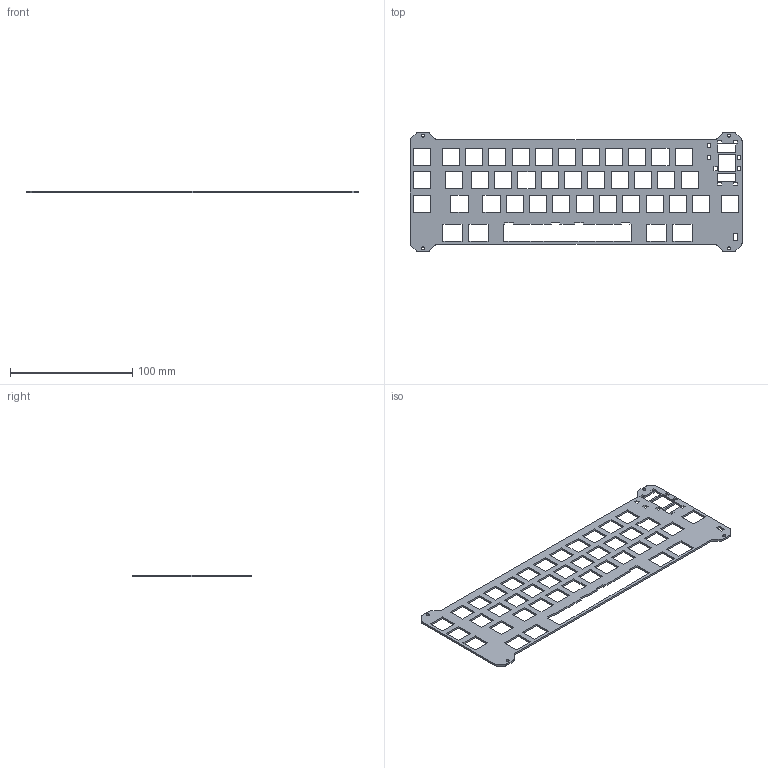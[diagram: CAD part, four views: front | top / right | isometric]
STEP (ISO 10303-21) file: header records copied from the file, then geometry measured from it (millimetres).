
FILE_DESCRIPTION(('KiCad electronic assembly'),'2;1');
FILE_NAME('plate.step','2024-09-30T13:21:43',('Pcbnew'),('Kicad'), 'Open CASCADE STEP processor 7.8','KiCad to STEP converter','Unknown' );
FILE_SCHEMA(('AUTOMOTIVE_DESIGN { 1 0 10303 214 1 1 1 1 }'));
Length unit declared in the file: millimetre
Products named in the file (2): plate 1; plate_PCB
Assembly tree (1 placements, depth 2):
  plate 1
    plate_PCB
Bounding box: 271.46 x 97.72 x 1.6 mm (x, y, z)
Volume: 21533.8 mm3; surface area: 32668.4 mm2
Topology: 1 solids, 1 shells, 312 faces, 930 edges, 620 vertices
Faces by surface type: plane 292, cylinder 20
Full cylindrical faces by diameter (mm): 2.5 x4
Entity records: 10567 total; most frequent: CARTESIAN_POINT 1864, ORIENTED_EDGE 1860, DIRECTION 1598, EDGE_CURVE 930, LINE 890, VECTOR 890, VERTEX_POINT 620, FACE_BOUND 430
